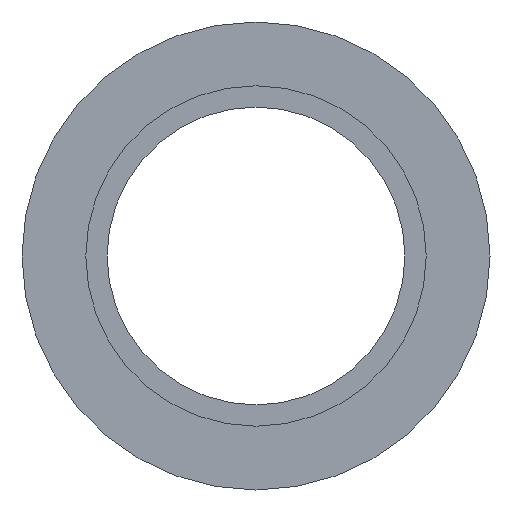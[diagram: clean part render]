
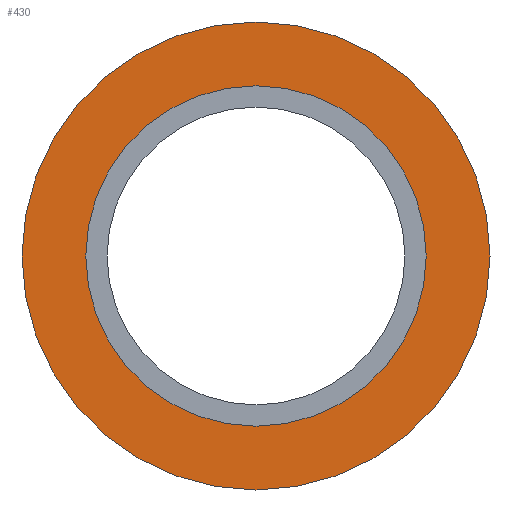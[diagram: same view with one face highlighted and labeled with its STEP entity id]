
A CAD part, left-side view. The second image highlights one B-rep face of the part: STEP entity #430.
In plain terms, the highlighted planar face has unit normal (-1, 0, 0).
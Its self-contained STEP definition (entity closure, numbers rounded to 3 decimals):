
#34 = ORIENTED_EDGE ( 'NONE', *, *, #485, .F. ) ;
#36 = AXIS2_PLACEMENT_3D ( 'NONE', #163, #243, #321 ) ;
#58 = CARTESIAN_POINT ( 'NONE',  ( -6.35, 0., -11. ) ) ;
#59 = EDGE_CURVE ( 'NONE', #265, #421, #332, .T. ) ;
#65 = ORIENTED_EDGE ( 'NONE', *, *, #59, .F. ) ;
#68 = AXIS2_PLACEMENT_3D ( 'NONE', #350, #386, #196 ) ;
#80 = CIRCLE ( 'NONE', #68, 8. ) ;
#82 = CIRCLE ( 'NONE', #36, 11. ) ;
#107 = DIRECTION ( 'NONE',  ( 0., 0., -1. ) ) ;
#110 = DIRECTION ( 'NONE',  ( 0., 0., 1. ) ) ;
#123 = EDGE_LOOP ( 'NONE', ( #198, #139 ) ) ;
#128 = CARTESIAN_POINT ( 'NONE',  ( -6.35, 0., -8. ) ) ;
#132 = CARTESIAN_POINT ( 'NONE',  ( -6.35, 11., 0. ) ) ;
#134 = CARTESIAN_POINT ( 'NONE',  ( -6.35, 0., 8. ) ) ;
#135 = DIRECTION ( 'NONE',  ( -1., 0., 0. ) ) ;
#139 = ORIENTED_EDGE ( 'NONE', *, *, #527, .T. ) ;
#153 = DIRECTION ( 'NONE',  ( -1., 0., 0. ) ) ;
#155 = EDGE_CURVE ( 'NONE', #281, #316, #82, .T. ) ;
#163 = CARTESIAN_POINT ( 'NONE',  ( -6.35, 0., 0. ) ) ;
#196 = DIRECTION ( 'NONE',  ( 0., 0., 1. ) ) ;
#198 = ORIENTED_EDGE ( 'NONE', *, *, #155, .T. ) ;
#215 = FACE_OUTER_BOUND ( 'NONE', #123, .T. ) ;
#243 = DIRECTION ( 'NONE',  ( -1., 0., 0. ) ) ;
#245 = CARTESIAN_POINT ( 'NONE',  ( -6.35, 0., 11. ) ) ;
#263 = FACE_BOUND ( 'NONE', #452, .T. ) ;
#265 = VERTEX_POINT ( 'NONE', #134 ) ;
#267 = CARTESIAN_POINT ( 'NONE',  ( -6.35, 0., 0. ) ) ;
#281 = VERTEX_POINT ( 'NONE', #245 ) ;
#295 = DIRECTION ( 'NONE',  ( 1., 0., 0. ) ) ;
#316 = VERTEX_POINT ( 'NONE', #58 ) ;
#321 = DIRECTION ( 'NONE',  ( 0., 0., 1. ) ) ;
#332 = CIRCLE ( 'NONE', #459, 8. ) ;
#350 = CARTESIAN_POINT ( 'NONE',  ( -6.35, 0., 0. ) ) ;
#372 = AXIS2_PLACEMENT_3D ( 'NONE', #132, #295, #107 ) ;
#386 = DIRECTION ( 'NONE',  ( -1., 0., 0. ) ) ;
#390 = AXIS2_PLACEMENT_3D ( 'NONE', #267, #153, #110 ) ;
#408 = CARTESIAN_POINT ( 'NONE',  ( -6.35, 0., 0. ) ) ;
#421 = VERTEX_POINT ( 'NONE', #128 ) ;
#430 = ADVANCED_FACE ( 'NONE', ( #263, #215 ), #506, .F. ) ;
#446 = DIRECTION ( 'NONE',  ( 0., 0., 1. ) ) ;
#452 = EDGE_LOOP ( 'NONE', ( #65, #34 ) ) ;
#459 = AXIS2_PLACEMENT_3D ( 'NONE', #408, #135, #446 ) ;
#485 = EDGE_CURVE ( 'NONE', #421, #265, #80, .T. ) ;
#488 = CIRCLE ( 'NONE', #390, 11. ) ;
#506 = PLANE ( 'NONE',  #372 ) ;
#527 = EDGE_CURVE ( 'NONE', #316, #281, #488, .T. ) ;
